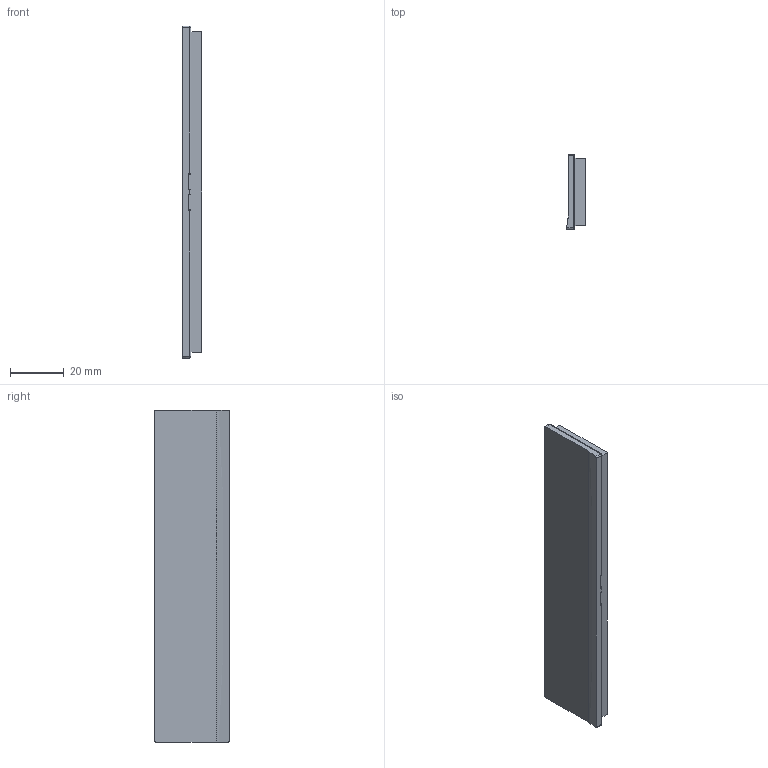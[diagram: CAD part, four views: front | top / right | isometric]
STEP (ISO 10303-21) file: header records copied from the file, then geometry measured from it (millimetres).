
FILE_DESCRIPTION((''),'2;1');
FILE_NAME('SANYO','2025-10-16T16:47:41',('Kane'),(''),'CREO PARAMETRIC BY PTC INC, 2023424','CREO PARAMETRIC BY PTC INC, 2023424','');
FILE_SCHEMA(('CONFIG_CONTROL_DESIGN'));
Length unit declared in the file: millimetre
Products named in the file (1): SANYO
Bounding box: 7.2 x 28 x 124 mm (x, y, z)
Volume: 7483.4 mm3; surface area: 10799.9 mm2
Topology: 1 solids, 1 shells, 140 faces, 366 edges, 238 vertices
Faces by surface type: plane 119, cylinder 14, sphere 6, extrusion 1
Entity records: 4266 total; most frequent: CARTESIAN_POINT 768, ORIENTED_EDGE 732, DIRECTION 667, EDGE_CURVE 366, VECTOR 337, LINE 336, VERTEX_POINT 238, AXIS2_PLACEMENT_3D 165
